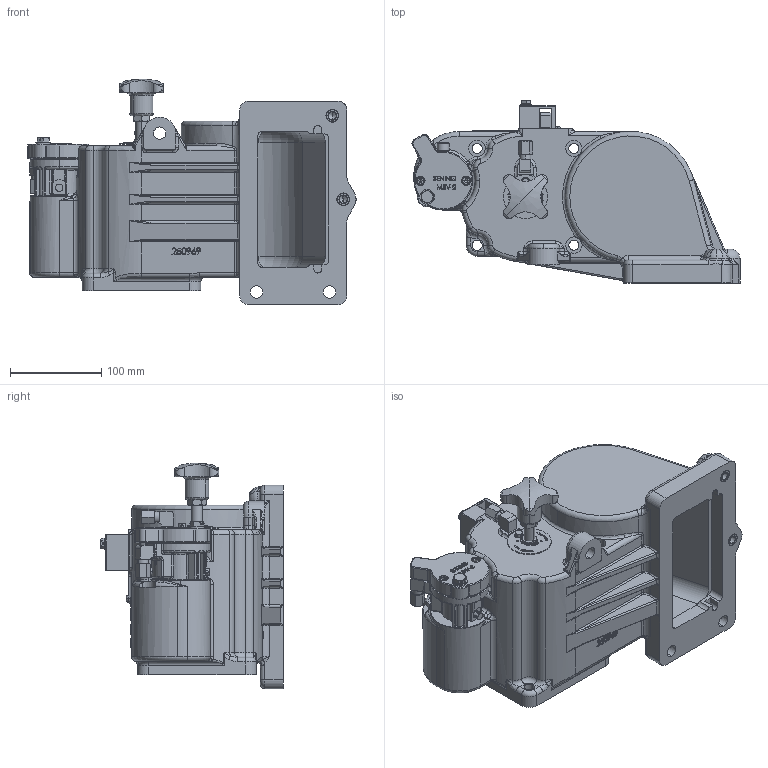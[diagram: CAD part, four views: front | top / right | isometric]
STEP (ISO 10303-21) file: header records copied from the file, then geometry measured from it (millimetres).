
FILE_DESCRIPTION (( 'STEP AP214' ), '1' );
FILE_NAME ('GV80PE-MD_252468.STEP', '2014-09-10T07:39:15', ( 'Admin2' ), ( '' ), 'SwSTEP 2.0', 'SolidWorks 2010', '' );
FILE_SCHEMA (( 'AUTOMOTIVE_DESIGN' ));
Length unit declared in the file: millimetre
Products named in the file (1): GV80PE-MD_252468
Bounding box: 359.33 x 199.6 x 247 mm (x, y, z)
Volume: 2922500.4 mm3; surface area: 625472.3 mm2
Topology: 30 solids, 30 shells, 3120 faces, 7815 edges, 4759 vertices
Faces by surface type: plane 1050, cylinder 776, bspline 666, torus 344, cone 260, sphere 24
Entity records: 162948 total; most frequent: CARTESIAN_POINT 58654, ORIENTED_EDGE 15334, DIRECTION 13167, EDGE_CURVE 7667, AXIS2_PLACEMENT_3D 4854, VERTEX_POINT 4751, LINE 3459, VECTOR 3459
